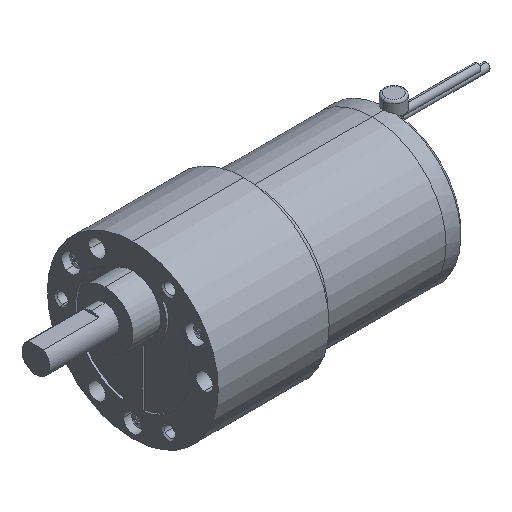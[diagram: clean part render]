
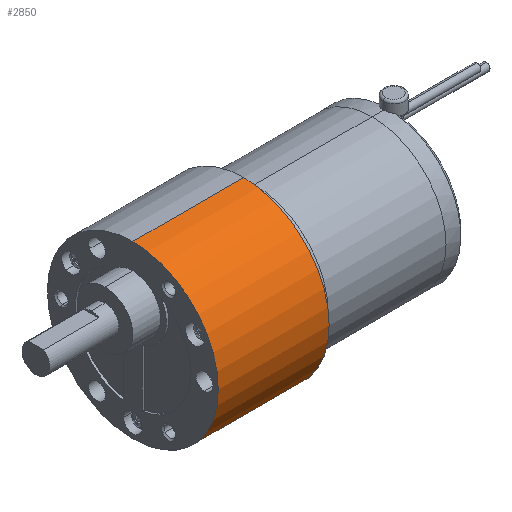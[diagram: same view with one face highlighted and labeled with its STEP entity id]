
A CAD part, isometric view. The second image highlights one B-rep face of the part: STEP entity #2850.
In plain terms, the highlighted cylindrical face has radius 18.5 mm (diameter 37 mm), a partial arc.
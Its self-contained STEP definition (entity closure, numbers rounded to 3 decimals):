
#2748=CARTESIAN_POINT('POINT6847',(0.,0.,
   -25.5));
#2749=VERTEX_POINT('VERTEX6847',#2748);
#2750=CARTESIAN_POINT('POINT6848',(0.,
   0.,11.5));
#2751=VERTEX_POINT('VERTEX6848',#2750);
#2752=CARTESIAN_POINT('POS9862',(0.,0.,-7.));
#2753=DIRECTION('DIR15452',(-1.,0.,0.));
#2754=DIRECTION('DIR15453',(0.,0.,-1.));
#2755=AXIS2_PLACEMENT_3D('AXIS5591',#2752,#2753,#2754);
#2756=CIRCLE('ELLIPSE2693',#2755,18.5);
#2757=EDGE_CURVE('EDGE10985',#2749,#2751,#2756,.T.);
#2819=CARTESIAN_POINT('POINT6849',(24.,0.,-25.5));
#2820=VERTEX_POINT('VERTEX6849',#2819);
#2821=CARTESIAN_POINT('POS9864',(0.25,
   0.,-25.5));
#2822=DIRECTION('DIR15456',(1.,0.,0.));
#2823=VECTOR('VEC4272',#2822,1.);
#2824=LINE('STRAIGHT4272',#2821,#2823);
#2825=EDGE_CURVE('EDGE10987',#2749,#2820,#2824,.T.);
#2826=ORIENTED_EDGE('COEDGE21979',*,*,#2825,.T.);
#2827=CARTESIAN_POINT('POINT6850',(24.,0.,
   11.5));
#2828=VERTEX_POINT('VERTEX6850',#2827);
#2829=CARTESIAN_POINT('POS9865',(24.,0.,-7.));
#2830=DIRECTION('DIR15457',(1.,0.,0.));
#2831=DIRECTION('DIR15458',(0.,0.,-1.));
#2832=AXIS2_PLACEMENT_3D('AXIS5593',#2829,#2830,#2831);
#2833=CIRCLE('ELLIPSE2694',#2832,18.5);
#2834=EDGE_CURVE('EDGE10988',#2828,#2820,#2833,.T.);
#2835=ORIENTED_EDGE('COEDGE21980',*,*,#2834,.F.);
#2836=CARTESIAN_POINT('POS9866',(0.25,
   0.,11.5));
#2837=DIRECTION('DIR15459',(-1.,0.,0.));
#2838=VECTOR('VEC4273',#2837,1.);
#2839=LINE('STRAIGHT4273',#2836,#2838);
#2840=EDGE_CURVE('EDGE10989',#2828,#2751,#2839,.T.);
#2841=ORIENTED_EDGE('COEDGE21981',*,*,#2840,.T.);
#2842=ORIENTED_EDGE('COEDGE21982',*,*,#2757,.F.);
#2843=EDGE_LOOP('NONE',(#2826,#2835,#2841,#2842));
#2844=FACE_BOUND('LOOP1',#2843,.T.);
#2845=CARTESIAN_POINT('POS9867',(0.25,0.,-7.));
#2846=DIRECTION('DIR15460',(1.,0.,0.));
#2847=DIRECTION('DIR15461',(0.,0.,-1.));
#2848=AXIS2_PLACEMENT_3D('AXIS5594',#2845,#2846,#2847);
#2849=CYLINDRICAL_SURFACE('CONE_SURF1164',#2848,18.5);
#2850=ADVANCED_FACE('FACE4959',(#2844),#2849,.T.);
